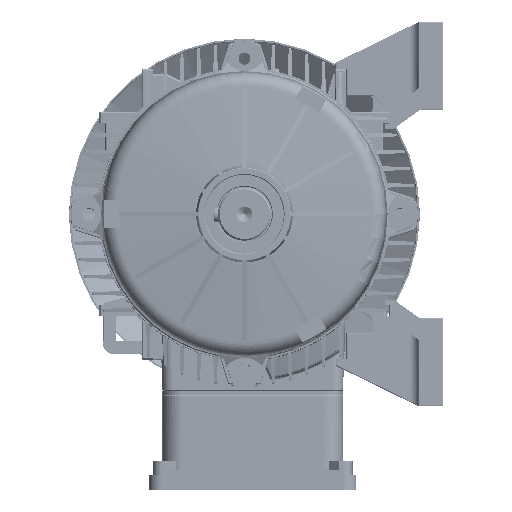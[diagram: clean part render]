
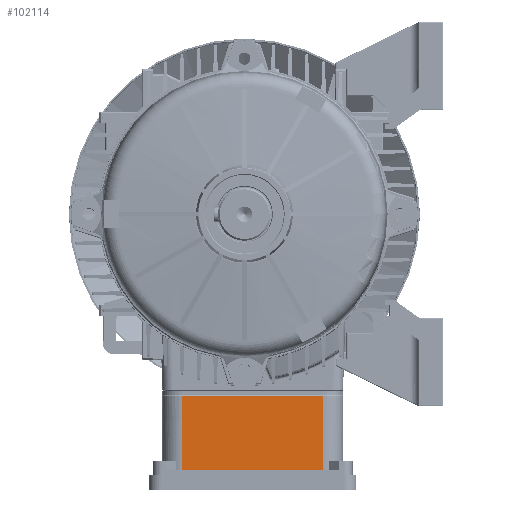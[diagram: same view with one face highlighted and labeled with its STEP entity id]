
A CAD part, left-side view. The second image highlights one B-rep face of the part: STEP entity #102114.
In plain terms, the highlighted face is planar.
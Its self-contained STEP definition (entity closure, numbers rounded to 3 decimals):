
#6545 = VERTEX_POINT ( 'NONE', #265998 ) ;
#13160 = CARTESIAN_POINT ( 'NONE',  ( 146., 164., 67.5 ) ) ;
#16685 = CARTESIAN_POINT ( 'NONE',  ( 146., 164., 67.5 ) ) ;
#22092 = CARTESIAN_POINT ( 'NONE',  ( 18., 164., 67.5 ) ) ;
#23400 = VECTOR ( 'NONE', #256968, 1000. ) ;
#26768 = VECTOR ( 'NONE', #234309, 1000. ) ;
#38106 = LINE ( 'NONE', #64862, #197223 ) ;
#38918 = ORIENTED_EDGE ( 'NONE', *, *, #74307, .T. ) ;
#52519 = DIRECTION ( 'NONE',  ( 0., -1., 0. ) ) ;
#56964 = VERTEX_POINT ( 'NONE', #16685 ) ;
#64862 = CARTESIAN_POINT ( 'NONE',  ( 18., 164., 0.5 ) ) ;
#67990 = VECTOR ( 'NONE', #92098, 1000. ) ;
#72913 = PLANE ( 'NONE',  #79744 ) ;
#73221 = VERTEX_POINT ( 'NONE', #237577 ) ;
#74307 = EDGE_CURVE ( 'NONE', #56964, #199754, #94790, .T. ) ;
#79744 = AXIS2_PLACEMENT_3D ( 'NONE', #155840, #52519, #135436 ) ;
#92094 = EDGE_CURVE ( 'NONE', #6545, #73221, #194417, .T. ) ;
#92098 = DIRECTION ( 'NONE',  ( 0., 0., -1. ) ) ;
#94790 = LINE ( 'NONE', #13160, #67990 ) ;
#102114 = ADVANCED_FACE ( 'NONE', ( #174943 ), #72913, .F. ) ;
#135436 = DIRECTION ( 'NONE',  ( 0., 0., -1. ) ) ;
#137089 = EDGE_LOOP ( 'NONE', ( #38918, #180699, #151253, #191090 ) ) ;
#151253 = ORIENTED_EDGE ( 'NONE', *, *, #92094, .F. ) ;
#155840 = CARTESIAN_POINT ( 'NONE',  ( 18., 164., 67.5 ) ) ;
#163735 = LINE ( 'NONE', #205965, #26768 ) ;
#174943 = FACE_OUTER_BOUND ( 'NONE', #137089, .T. ) ;
#180699 = ORIENTED_EDGE ( 'NONE', *, *, #226184, .T. ) ;
#183675 = DIRECTION ( 'NONE',  ( -1., 0., 0. ) ) ;
#191090 = ORIENTED_EDGE ( 'NONE', *, *, #250112, .F. ) ;
#194417 = LINE ( 'NONE', #22092, #23400 ) ;
#197223 = VECTOR ( 'NONE', #183675, 1000. ) ;
#199754 = VERTEX_POINT ( 'NONE', #260133 ) ;
#205965 = CARTESIAN_POINT ( 'NONE',  ( 18., 164., 67.5 ) ) ;
#226184 = EDGE_CURVE ( 'NONE', #199754, #73221, #38106, .T. ) ;
#234309 = DIRECTION ( 'NONE',  ( -1., 0., 0. ) ) ;
#237577 = CARTESIAN_POINT ( 'NONE',  ( 18., 164., 0.5 ) ) ;
#250112 = EDGE_CURVE ( 'NONE', #56964, #6545, #163735, .T. ) ;
#256968 = DIRECTION ( 'NONE',  ( 0., 0., -1. ) ) ;
#260133 = CARTESIAN_POINT ( 'NONE',  ( 146., 164., 0.5 ) ) ;
#265998 = CARTESIAN_POINT ( 'NONE',  ( 18., 164., 67.5 ) ) ;
